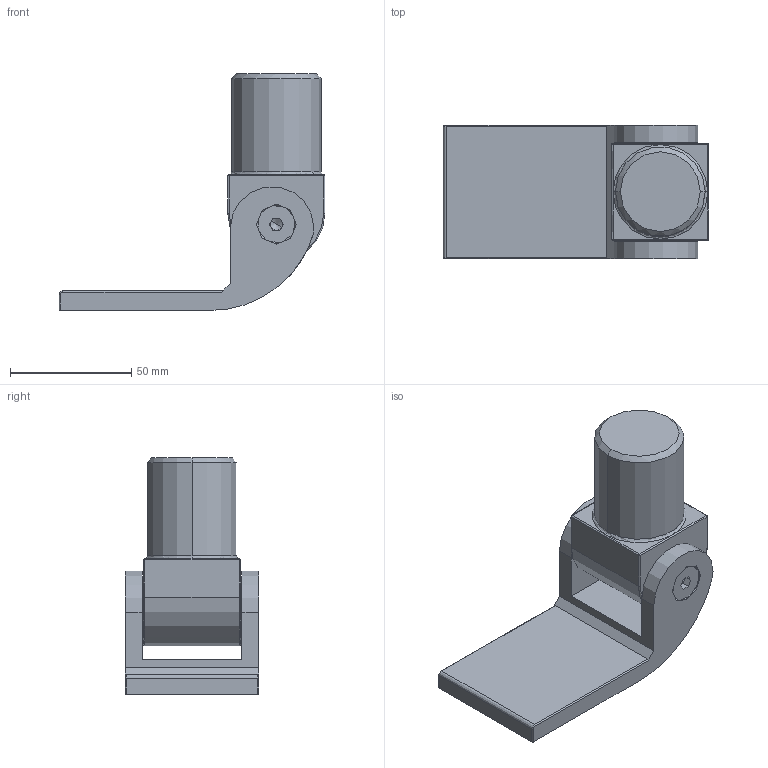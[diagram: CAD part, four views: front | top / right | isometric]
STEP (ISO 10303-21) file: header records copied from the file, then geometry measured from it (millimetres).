
FILE_DESCRIPTION (( 'STEP AP203' ), '1' );
FILE_NAME ('181-SM-AT90-W.STEP', '2021-04-13T07:24:29', ( '' ), ( '' ), 'SwSTEP 2.0', 'SolidWorks 2018', '' );
FILE_SCHEMA (( 'CONFIG_CONTROL_DESIGN' ));
Length unit declared in the file: millimetre
Products named in the file (14): Teil1_181-SM-AT90-W Teil1; Teil2; DIN-7991 M3-M10; 181-SM-AT90-W; Teil2_181-SM-AT90-W Teil2; Teil3; Teil3_181-SM-AT90-W Teil3; Teil1; DIN-7991 M3-M10_DIN7991 M8x18; Teil4; Teil4_181-SM-AT90-W Teil4
Assembly tree (10 placements, depth 2):
  Teil2
  181-SM-AT90-W
    DIN-7991 M3-M10
    Teil4
    DIN-7991 M3-M10
  Teil3
  Teil3
  Teil1
Bounding box: 109.5 x 55 x 97.5 mm (x, y, z)
Volume: 152360.7 mm3; surface area: 43746.8 mm2
Topology: 11 solids, 11 shells, 549 faces, 1338 edges, 842 vertices
Faces by surface type: plane 245, bspline 118, cylinder 78, torus 70, cone 34, sphere 4
Entity records: 21651 total; most frequent: CARTESIAN_POINT 9531, ORIENTED_EDGE 2362, DIRECTION 1931, EDGE_CURVE 1181, VERTEX_POINT 753, LINE 709, VECTOR 709, AXIS2_PLACEMENT_3D 611
